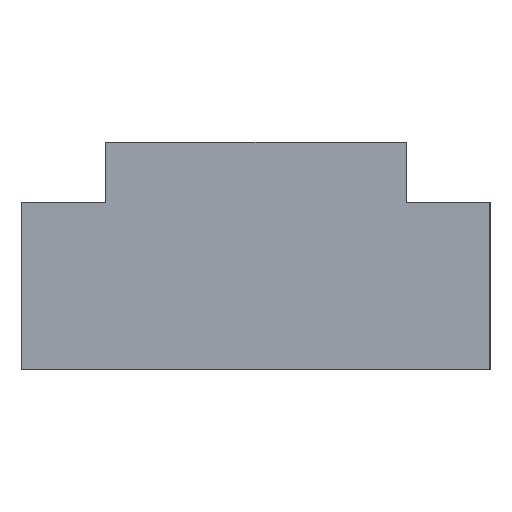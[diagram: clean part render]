
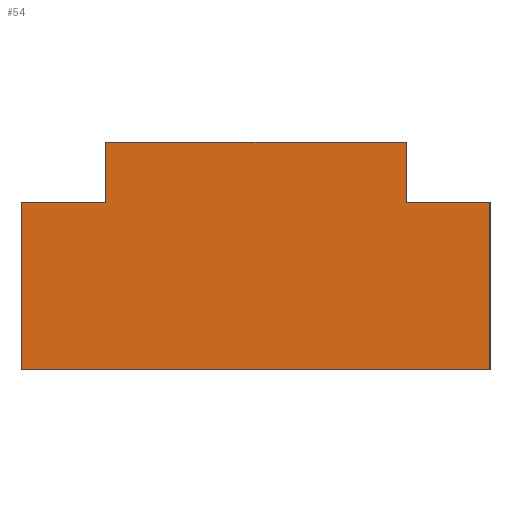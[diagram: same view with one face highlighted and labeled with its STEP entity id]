
A CAD part, left-side view. The second image highlights one B-rep face of the part: STEP entity #54.
In plain terms, the highlighted planar face has unit normal (-1, 0, 0).
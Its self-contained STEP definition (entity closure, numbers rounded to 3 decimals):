
#54=ADVANCED_FACE('',(#86),#88,.T.);
#86=FACE_BOUND('',#87,.T.);
#87=EDGE_LOOP('',(#293,#294,#295,#296,#297,#298,#299,#300));
#88=PLANE('',#89);
#89=AXIS2_PLACEMENT_3D('',#90,#91,#92);
#90=CARTESIAN_POINT('',(-50.,22.5,0.));
#91=DIRECTION('',(-1.,0.,0.));
#92=DIRECTION('',(0.,-1.,0.));
#293=ORIENTED_EDGE('',*,*,#421,.T.);
#294=ORIENTED_EDGE('',*,*,#422,.F.);
#295=ORIENTED_EDGE('',*,*,#423,.F.);
#296=ORIENTED_EDGE('',*,*,#424,.T.);
#297=ORIENTED_EDGE('',*,*,#425,.T.);
#298=ORIENTED_EDGE('',*,*,#426,.F.);
#299=ORIENTED_EDGE('',*,*,#427,.F.);
#300=ORIENTED_EDGE('',*,*,#428,.T.);
#421=EDGE_CURVE('',#493,#494,#495,.T.);
#422=EDGE_CURVE('',#496,#494,#497,.T.);
#423=EDGE_CURVE('',#498,#496,#499,.T.);
#424=EDGE_CURVE('',#498,#500,#501,.T.);
#425=EDGE_CURVE('',#500,#502,#503,.T.);
#426=EDGE_CURVE('',#504,#502,#505,.T.);
#427=EDGE_CURVE('',#506,#504,#507,.T.);
#428=EDGE_CURVE('',#506,#493,#508,.T.);
#493=VERTEX_POINT('',#617);
#494=VERTEX_POINT('',#618);
#495=LINE('',#619,#620);
#496=VERTEX_POINT('',#622);
#497=LINE('',#623,#624);
#498=VERTEX_POINT('',#626);
#499=LINE('',#627,#628);
#500=VERTEX_POINT('',#630);
#501=LINE('',#631,#632);
#502=VERTEX_POINT('',#634);
#503=LINE('',#635,#636);
#504=VERTEX_POINT('',#638);
#505=LINE('',#639,#640);
#506=VERTEX_POINT('',#642);
#507=LINE('',#643,#644);
#508=LINE('',#646,#647);
#617=CARTESIAN_POINT('',(-50.,-22.5,0.));
#618=CARTESIAN_POINT('',(-50.,-22.5,9.));
#619=CARTESIAN_POINT('',(-50.,-22.5,0.));
#620=VECTOR('',#621,1.);
#621=DIRECTION('',(0.,0.,1.));
#622=CARTESIAN_POINT('',(-50.,22.5,9.));
#623=CARTESIAN_POINT('',(-50.,22.5,9.));
#624=VECTOR('',#625,1.);
#625=DIRECTION('',(0.,-1.,0.));
#626=CARTESIAN_POINT('',(-50.,22.5,0.));
#627=CARTESIAN_POINT('',(-50.,22.5,0.));
#628=VECTOR('',#629,1.);
#629=DIRECTION('',(0.,0.,1.));
#630=CARTESIAN_POINT('',(-50.,35.,0.));
#631=CARTESIAN_POINT('',(-50.,22.5,0.));
#632=VECTOR('',#633,1.);
#633=DIRECTION('',(0.,1.,0.));
#634=CARTESIAN_POINT('',(-50.,35.,-25.));
#635=CARTESIAN_POINT('',(-50.,35.,0.));
#636=VECTOR('',#637,1.);
#637=DIRECTION('',(0.,0.,-1.));
#638=CARTESIAN_POINT('',(-50.,-35.,-25.));
#639=CARTESIAN_POINT('',(-50.,-35.,-25.));
#640=VECTOR('',#641,1.);
#641=DIRECTION('',(0.,1.,0.));
#642=CARTESIAN_POINT('',(-50.,-35.,0.));
#643=CARTESIAN_POINT('',(-50.,-35.,0.));
#644=VECTOR('',#645,1.);
#645=DIRECTION('',(0.,0.,-1.));
#646=CARTESIAN_POINT('',(-50.,-35.,0.));
#647=VECTOR('',#648,1.);
#648=DIRECTION('',(0.,1.,0.));
